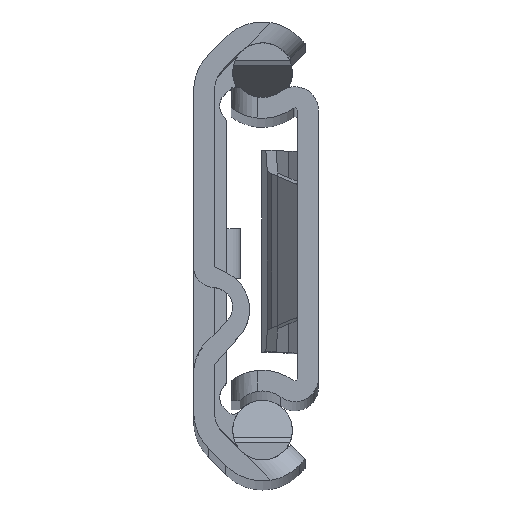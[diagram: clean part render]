
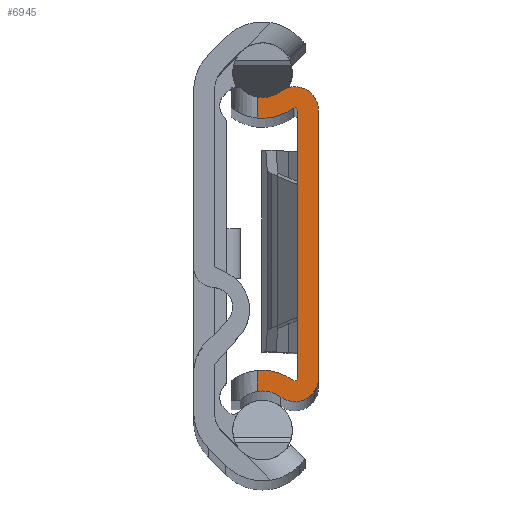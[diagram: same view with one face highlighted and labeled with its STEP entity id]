
A CAD part, top view. The second image highlights one B-rep face of the part: STEP entity #6945.
In plain terms, the highlighted planar face has unit normal (0, 0, 1).
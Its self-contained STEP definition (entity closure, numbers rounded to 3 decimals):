
#129 = ORIENTED_EDGE ( 'NONE', *, *, #3796, .T. ) ;
#131 = VERTEX_POINT ( 'NONE', #10837 ) ;
#288 = EDGE_CURVE ( 'NONE', #131, #5939, #12078, .T. ) ;
#370 = DIRECTION ( 'NONE',  ( 0., -1., 0. ) ) ;
#427 = CARTESIAN_POINT ( 'NONE',  ( -4.7, -9.71, 0. ) ) ;
#492 = DIRECTION ( 'NONE',  ( 0., 0., 1. ) ) ;
#499 = VERTEX_POINT ( 'NONE', #6087 ) ;
#503 = FACE_OUTER_BOUND ( 'NONE', #11022, .T. ) ;
#556 = VECTOR ( 'NONE', #6123, 1000. ) ;
#604 = CIRCLE ( 'NONE', #802, 2.38 ) ;
#802 = AXIS2_PLACEMENT_3D ( 'NONE', #2696, #12580, #6591 ) ;
#829 = EDGE_CURVE ( 'NONE', #499, #6662, #10000, .T. ) ;
#1067 = AXIS2_PLACEMENT_3D ( 'NONE', #11237, #6385, #2737 ) ;
#1141 = VERTEX_POINT ( 'NONE', #1668 ) ;
#1539 = EDGE_CURVE ( 'NONE', #6841, #499, #8232, .T. ) ;
#1586 = CARTESIAN_POINT ( 'NONE',  ( 0., -10.32, 0. ) ) ;
#1657 = DIRECTION ( 'NONE',  ( 0., 0., -1. ) ) ;
#1668 = CARTESIAN_POINT ( 'NONE',  ( -4.7, 9.71, 0. ) ) ;
#1786 = CIRCLE ( 'NONE', #9738, 0.2 ) ;
#1817 = ORIENTED_EDGE ( 'NONE', *, *, #8414, .T. ) ;
#2231 = LINE ( 'NONE', #11924, #556 ) ;
#2393 = EDGE_CURVE ( 'NONE', #4023, #7073, #8235, .T. ) ;
#2610 = DIRECTION ( 'NONE',  ( 0., -1., 0. ) ) ;
#2696 = CARTESIAN_POINT ( 'NONE',  ( -4.3, 13.67, 0. ) ) ;
#2726 = DIRECTION ( 'NONE',  ( 1., 0., 0. ) ) ;
#2737 = DIRECTION ( 'NONE',  ( 1., 0., 0. ) ) ;
#3443 = CARTESIAN_POINT ( 'NONE',  ( -4.7, 11.324, 0. ) ) ;
#3524 = ORIENTED_EDGE ( 'NONE', *, *, #2393, .T. ) ;
#3558 = CARTESIAN_POINT ( 'NONE',  ( -1.8, 10.32, 0. ) ) ;
#3629 = DIRECTION ( 'NONE',  ( 1., 0., 0. ) ) ;
#3636 = ORIENTED_EDGE ( 'NONE', *, *, #829, .T. ) ;
#3796 = EDGE_CURVE ( 'NONE', #6308, #4023, #10496, .T. ) ;
#4023 = VERTEX_POINT ( 'NONE', #10138 ) ;
#4307 = DIRECTION ( 'NONE',  ( 1., 0., 0. ) ) ;
#4343 = LINE ( 'NONE', #10987, #11542 ) ;
#5162 = VECTOR ( 'NONE', #370, 1000. ) ;
#5163 = CARTESIAN_POINT ( 'NONE',  ( -1.92, 10.48, 0. ) ) ;
#5261 = DIRECTION ( 'NONE',  ( 0., 0., 1. ) ) ;
#5280 = AXIS2_PLACEMENT_3D ( 'NONE', #8133, #5261, #9156 ) ;
#5474 = PLANE ( 'NONE',  #5625 ) ;
#5527 = VERTEX_POINT ( 'NONE', #3443 ) ;
#5549 = EDGE_CURVE ( 'NONE', #7073, #12439, #4343, .T. ) ;
#5625 = AXIS2_PLACEMENT_3D ( 'NONE', #3558, #7268, #10202 ) ;
#5891 = CARTESIAN_POINT ( 'NONE',  ( 0., 10.32, 0. ) ) ;
#5939 = VERTEX_POINT ( 'NONE', #427 ) ;
#6087 = CARTESIAN_POINT ( 'NONE',  ( -1.6, 10.32, 0. ) ) ;
#6123 = DIRECTION ( 'NONE',  ( 0., -1., 0. ) ) ;
#6308 = VERTEX_POINT ( 'NONE', #9207 ) ;
#6385 = DIRECTION ( 'NONE',  ( 0., 0., -1. ) ) ;
#6578 = AXIS2_PLACEMENT_3D ( 'NONE', #9231, #492, #8582 ) ;
#6591 = DIRECTION ( 'NONE',  ( 1., 0., 0. ) ) ;
#6662 = VERTEX_POINT ( 'NONE', #8808 ) ;
#6841 = VERTEX_POINT ( 'NONE', #5163 ) ;
#6945 = ADVANCED_FACE ( 'NONE', ( #503 ), #5474, .T. ) ;
#7073 = VERTEX_POINT ( 'NONE', #1586 ) ;
#7268 = DIRECTION ( 'NONE',  ( 0., 0., 1. ) ) ;
#7517 = CIRCLE ( 'NONE', #5280, 1.8 ) ;
#7518 = CARTESIAN_POINT ( 'NONE',  ( -4.7, 10.32, 0. ) ) ;
#7519 = ORIENTED_EDGE ( 'NONE', *, *, #8077, .T. ) ;
#7892 = CARTESIAN_POINT ( 'NONE',  ( -4.3, 13.67, 0. ) ) ;
#7899 = CIRCLE ( 'NONE', #9322, 3.98 ) ;
#7943 = VERTEX_POINT ( 'NONE', #8737 ) ;
#8077 = EDGE_CURVE ( 'NONE', #5939, #6308, #2231, .T. ) ;
#8133 = CARTESIAN_POINT ( 'NONE',  ( -1.8, 10.32, 0. ) ) ;
#8232 = CIRCLE ( 'NONE', #1067, 0.2 ) ;
#8235 = CIRCLE ( 'NONE', #11286, 1.8 ) ;
#8259 = CARTESIAN_POINT ( 'NONE',  ( -1.8, -10.32, 0. ) ) ;
#8414 = EDGE_CURVE ( 'NONE', #1141, #6841, #7899, .T. ) ;
#8582 = DIRECTION ( 'NONE',  ( 1., 0., 0. ) ) ;
#8737 = CARTESIAN_POINT ( 'NONE',  ( -2.877, 11.763, 0. ) ) ;
#8808 = CARTESIAN_POINT ( 'NONE',  ( -1.6, -10.32, 0. ) ) ;
#8882 = EDGE_CURVE ( 'NONE', #6662, #131, #1786, .T. ) ;
#9105 = CARTESIAN_POINT ( 'NONE',  ( -1.6, 0., 0. ) ) ;
#9132 = DIRECTION ( 'NONE',  ( 0., 1., 0. ) ) ;
#9156 = DIRECTION ( 'NONE',  ( 1., 0., 0. ) ) ;
#9207 = CARTESIAN_POINT ( 'NONE',  ( -4.7, -11.324, 0. ) ) ;
#9231 = CARTESIAN_POINT ( 'NONE',  ( -4.3, -13.67, 0. ) ) ;
#9322 = AXIS2_PLACEMENT_3D ( 'NONE', #7892, #10708, #2726 ) ;
#9339 = VECTOR ( 'NONE', #2610, 1000. ) ;
#9375 = LINE ( 'NONE', #7518, #9339 ) ;
#9376 = EDGE_CURVE ( 'NONE', #5527, #1141, #9375, .T. ) ;
#9738 = AXIS2_PLACEMENT_3D ( 'NONE', #8259, #10111, #4307 ) ;
#10000 = LINE ( 'NONE', #9105, #5162 ) ;
#10111 = DIRECTION ( 'NONE',  ( 0., 0., -1. ) ) ;
#10115 = EDGE_CURVE ( 'NONE', #12439, #7943, #7517, .T. ) ;
#10138 = CARTESIAN_POINT ( 'NONE',  ( -2.877, -11.763, 0. ) ) ;
#10202 = DIRECTION ( 'NONE',  ( 1., 0., 0. ) ) ;
#10231 = ORIENTED_EDGE ( 'NONE', *, *, #288, .T. ) ;
#10375 = EDGE_CURVE ( 'NONE', #7943, #5527, #604, .T. ) ;
#10405 = CARTESIAN_POINT ( 'NONE',  ( -4.3, -13.67, 0. ) ) ;
#10496 = CIRCLE ( 'NONE', #12317, 2.38 ) ;
#10608 = CARTESIAN_POINT ( 'NONE',  ( -1.8, -10.32, 0. ) ) ;
#10667 = DIRECTION ( 'NONE',  ( 0., 0., 1. ) ) ;
#10708 = DIRECTION ( 'NONE',  ( 0., 0., 1. ) ) ;
#10837 = CARTESIAN_POINT ( 'NONE',  ( -1.92, -10.48, 0. ) ) ;
#10987 = CARTESIAN_POINT ( 'NONE',  ( 0., 10.32, 0. ) ) ;
#11022 = EDGE_LOOP ( 'NONE', ( #10231, #7519, #129, #3524, #11869, #11443, #12432, #12098, #1817, #12616, #3636, #11141 ) ) ;
#11141 = ORIENTED_EDGE ( 'NONE', *, *, #8882, .T. ) ;
#11237 = CARTESIAN_POINT ( 'NONE',  ( -1.8, 10.32, 0. ) ) ;
#11286 = AXIS2_PLACEMENT_3D ( 'NONE', #10608, #10667, #12577 ) ;
#11443 = ORIENTED_EDGE ( 'NONE', *, *, #10115, .T. ) ;
#11542 = VECTOR ( 'NONE', #9132, 1000. ) ;
#11869 = ORIENTED_EDGE ( 'NONE', *, *, #5549, .T. ) ;
#11924 = CARTESIAN_POINT ( 'NONE',  ( -4.7, 10.32, 0. ) ) ;
#12078 = CIRCLE ( 'NONE', #6578, 3.98 ) ;
#12098 = ORIENTED_EDGE ( 'NONE', *, *, #9376, .T. ) ;
#12317 = AXIS2_PLACEMENT_3D ( 'NONE', #10405, #1657, #3629 ) ;
#12432 = ORIENTED_EDGE ( 'NONE', *, *, #10375, .T. ) ;
#12439 = VERTEX_POINT ( 'NONE', #5891 ) ;
#12577 = DIRECTION ( 'NONE',  ( 1., 0., 0. ) ) ;
#12580 = DIRECTION ( 'NONE',  ( 0., 0., -1. ) ) ;
#12616 = ORIENTED_EDGE ( 'NONE', *, *, #1539, .T. ) ;
